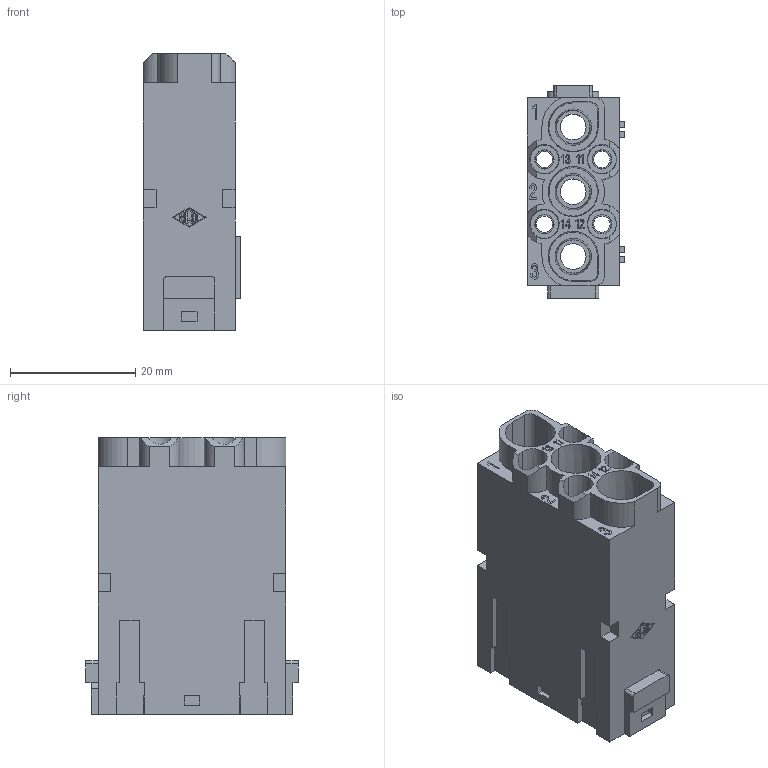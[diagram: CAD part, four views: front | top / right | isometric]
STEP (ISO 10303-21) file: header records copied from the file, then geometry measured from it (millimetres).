
FILE_DESCRIPTION(('Creo Elements/Direct Modeling STEP Export'),'2;1');
FILE_NAME('0ln7uvk5395kh665064','2020-06-18T11:18:09',(''),(''),'Creo Elements/Direct Modeling STEP processor for AP214 (Solid Model)','Creo Elements/Direct Modeling 20.1B 02-Apr-2019 (C) Parametric Technology GmbH','');
FILE_SCHEMA(('AUTOMOTIVE_DESIGN { 1 0 10303 214 1 1 1 1 }'));
Length unit declared in the file: millimetre
Products named in the file (2): CX 3-4 XDM
Assembly tree (1 placements, depth 2):
  CX 3-4 XDM
    CX 3-4 XDM
Bounding box: 15.6 x 34 x 44.3 mm (x, y, z)
Volume: 11613.3 mm3; surface area: 11373.9 mm2
Topology: 1 solids, 1 shells, 315 faces, 1513 edges, 1244 vertices
Faces by surface type: plane 209, cylinder 60, cone 32, torus 14
Entity records: 17743 total; most frequent: ORIENTED_EDGE 3026, CARTESIAN_POINT 2942, DIRECTION 2085, EDGE_CURVE 1513, VERTEX_POINT 1244, VECTOR 1199, LINE 1199, AXIS2_PLACEMENT_3D 443
